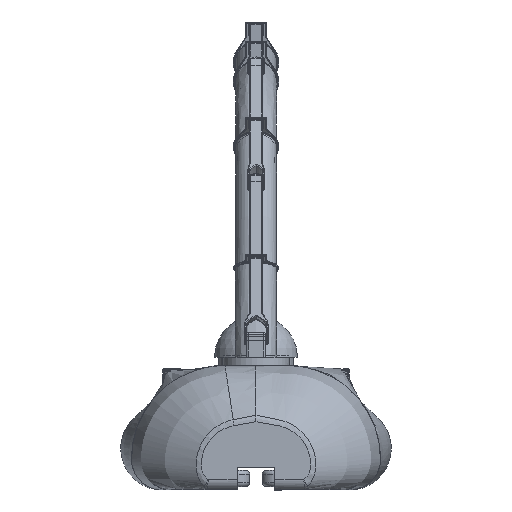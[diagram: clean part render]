
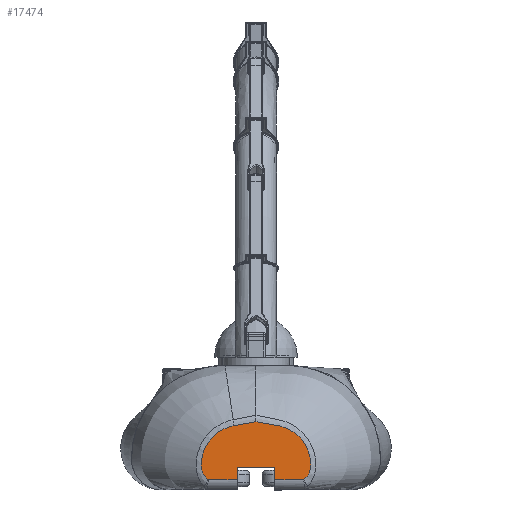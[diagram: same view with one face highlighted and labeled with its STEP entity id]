
A CAD part, front view. The second image highlights one B-rep face of the part: STEP entity #17474.
In plain terms, the highlighted planar face has unit normal (0, -1, 0).
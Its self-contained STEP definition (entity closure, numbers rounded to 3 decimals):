
#1050=LINE('',#29860,#1978);
#1051=LINE('',#29863,#1979);
#1052=LINE('',#29865,#1980);
#1053=LINE('',#29867,#1981);
#1054=LINE('',#29869,#1982);
#1978=VECTOR('',#21210,1000.);
#1979=VECTOR('',#21211,1000.);
#1980=VECTOR('',#21212,1000.);
#1981=VECTOR('',#21213,1000.);
#1982=VECTOR('',#21214,1000.);
#4575=ORIENTED_EDGE('',*,*,#8710,.T.);
#4576=ORIENTED_EDGE('',*,*,#8711,.T.);
#4577=ORIENTED_EDGE('',*,*,#8712,.T.);
#4578=ORIENTED_EDGE('',*,*,#8713,.T.);
#4579=ORIENTED_EDGE('',*,*,#8714,.T.);
#4580=ORIENTED_EDGE('',*,*,#8715,.T.);
#4581=ORIENTED_EDGE('',*,*,#8716,.T.);
#4582=ORIENTED_EDGE('',*,*,#8717,.T.);
#8710=EDGE_CURVE('',#10861,#10862,#1050,.T.);
#8711=EDGE_CURVE('',#10862,#10863,#1051,.T.);
#8712=EDGE_CURVE('',#10863,#10864,#1052,.T.);
#8713=EDGE_CURVE('',#10864,#10865,#1053,.T.);
#8714=EDGE_CURVE('',#10865,#10866,#1054,.T.);
#8715=EDGE_CURVE('',#10866,#10867,#12065,.T.);
#8716=EDGE_CURVE('',#10867,#10868,#12066,.T.);
#8717=EDGE_CURVE('',#10868,#10861,#12067,.T.);
#10861=VERTEX_POINT('',#29861);
#10862=VERTEX_POINT('',#29862);
#10863=VERTEX_POINT('',#29864);
#10864=VERTEX_POINT('',#29866);
#10865=VERTEX_POINT('',#29868);
#10866=VERTEX_POINT('',#29870);
#10867=VERTEX_POINT('',#29908);
#10868=VERTEX_POINT('',#29913);
#12065=B_SPLINE_CURVE_WITH_KNOTS('',3,(#29871,#29872,#29873,#29874,#29875,
#29876,#29877,#29878,#29879,#29880,#29881,#29882,#29883,#29884,#29885,#29886,
#29887,#29888,#29889,#29890,#29891,#29892,#29893,#29894,#29895,#29896,#29897,
#29898,#29899,#29900,#29901,#29902,#29903,#29904,#29905,#29906,#29907),
 .UNSPECIFIED.,.F.,.F.,(4,1,1,1,1,1,1,1,1,1,1,1,1,1,1,1,1,1,1,1,1,1,1,1,
1,1,1,1,1,1,1,1,1,1,4),(0.,0.004,0.007,0.011,
0.015,0.018,0.022,0.029,
0.033,0.036,0.04,0.044,
0.051,0.058,0.066,0.073,
0.08,0.087,0.095,0.102,
0.109,0.117,0.124,0.131,
0.146,0.153,0.16,0.168,
0.175,0.182,0.19,0.197,
0.204,0.219,0.233),.UNSPECIFIED.);
#12066=B_SPLINE_CURVE_WITH_KNOTS('',3,(#29909,#29910,#29911,#29912),
 .UNSPECIFIED.,.F.,.F.,(4,4),(0.,0.053),
 .UNSPECIFIED.);
#12067=B_SPLINE_CURVE_WITH_KNOTS('',3,(#29914,#29915,#29916,#29917,#29918,
#29919,#29920,#29921,#29922,#29923,#29924,#29925,#29926,#29927,#29928,#29929,
#29930,#29931,#29932,#29933,#29934,#29935,#29936),.UNSPECIFIED.,.F.,.F.,
(4,1,1,1,1,1,1,1,1,1,1,1,1,1,1,1,1,1,1,1,4),(0.,0.022,0.033,
0.044,0.055,0.065,0.087,
0.098,0.109,0.115,0.12,
0.125,0.131,0.136,0.142,
0.147,0.153,0.158,0.164,0.169,
0.175),.UNSPECIFIED.);
#12406=EDGE_LOOP('',(#4575,#4576,#4577,#4578,#4579,#4580,#4581,#4582));
#13767=FACE_BOUND('',#12406,.T.);
#15002=PLANE('',#18714);
#17474=ADVANCED_FACE('',(#13767),#15002,.T.);
#18714=AXIS2_PLACEMENT_3D('',#29859,#21208,#21209);
#21208=DIRECTION('',(0.,-1.,0.));
#21209=DIRECTION('',(0.,0.,-1.));
#21210=DIRECTION('',(1.,0.,0.));
#21211=DIRECTION('',(0.,0.,1.));
#21212=DIRECTION('',(1.,0.,0.));
#21213=DIRECTION('',(0.,0.,-1.));
#21214=DIRECTION('',(1.,0.,0.));
#29859=CARTESIAN_POINT('',(80.,-2100.,58.34));
#29860=CARTESIAN_POINT('',(80.,-2100.,25.));
#29861=CARTESIAN_POINT('',(-114.784,-2100.,25.));
#29862=CARTESIAN_POINT('',(-45.,-2100.,25.));
#29863=CARTESIAN_POINT('',(-45.,-2100.,58.34));
#29864=CARTESIAN_POINT('',(-45.,-2100.,55.));
#29865=CARTESIAN_POINT('',(80.,-2100.,55.));
#29866=CARTESIAN_POINT('',(45.,-2100.,55.));
#29867=CARTESIAN_POINT('',(45.,-2100.,58.34));
#29868=CARTESIAN_POINT('',(45.,-2100.,25.));
#29869=CARTESIAN_POINT('',(80.,-2100.,25.));
#29870=CARTESIAN_POINT('',(114.838,-2100.,25.));
#29871=CARTESIAN_POINT('',(114.838,-2100.,25.));
#29872=CARTESIAN_POINT('',(115.893,-2100.,25.603));
#29873=CARTESIAN_POINT('',(117.838,-2100.,27.01));
#29874=CARTESIAN_POINT('',(120.483,-2100.,29.481));
#29875=CARTESIAN_POINT('',(122.837,-2100.,32.22));
#29876=CARTESIAN_POINT('',(124.894,-2100.,35.143));
#29877=CARTESIAN_POINT('',(126.688,-2100.,38.249));
#29878=CARTESIAN_POINT('',(128.733,-2100.,42.63));
#29879=CARTESIAN_POINT('',(130.192,-2100.,47.165));
#29880=CARTESIAN_POINT('',(131.112,-2100.,51.888));
#29881=CARTESIAN_POINT('',(131.509,-2100.,55.472));
#29882=CARTESIAN_POINT('',(131.645,-2100.,59.037));
#29883=CARTESIAN_POINT('',(131.683,-2100.,63.793));
#29884=CARTESIAN_POINT('',(131.385,-2100.,69.723));
#29885=CARTESIAN_POINT('',(130.491,-2100.,76.853));
#29886=CARTESIAN_POINT('',(129.064,-2100.,83.87));
#29887=CARTESIAN_POINT('',(127.128,-2100.,90.722));
#29888=CARTESIAN_POINT('',(124.684,-2100.,97.418));
#29889=CARTESIAN_POINT('',(121.71,-2100.,103.977));
#29890=CARTESIAN_POINT('',(118.286,-2100.,110.222));
#29891=CARTESIAN_POINT('',(114.424,-2100.,116.169));
#29892=CARTESIAN_POINT('',(110.127,-2100.,121.812));
#29893=CARTESIAN_POINT('',(105.378,-2100.,127.166));
#29894=CARTESIAN_POINT('',(100.221,-2100.,132.161));
#29895=CARTESIAN_POINT('',(92.948,-2100.,138.217));
#29896=CARTESIAN_POINT('',(85.058,-2100.,143.432));
#29897=CARTESIAN_POINT('',(76.508,-2100.,147.795));
#29898=CARTESIAN_POINT('',(69.939,-2100.,150.552));
#29899=CARTESIAN_POINT('',(63.212,-2100.,152.804));
#29900=CARTESIAN_POINT('',(56.336,-2100.,154.576));
#29901=CARTESIAN_POINT('',(49.283,-2100.,155.779));
#29902=CARTESIAN_POINT('',(42.243,-2100.,157.022));
#29903=CARTESIAN_POINT('',(35.201,-2100.,158.265));
#29904=CARTESIAN_POINT('',(25.814,-2100.,159.931));
#29905=CARTESIAN_POINT('',(14.08,-2100.,162.018));
#29906=CARTESIAN_POINT('',(4.693,-2100.,163.683));
#29907=CARTESIAN_POINT('',(-0.002,-2100.,164.51));
#29908=CARTESIAN_POINT('',(-0.002,-2100.,164.51));
#29909=CARTESIAN_POINT('',(-0.002,-2100.,164.51));
#29910=CARTESIAN_POINT('',(-17.49,-2100.,161.434));
#29911=CARTESIAN_POINT('',(-34.978,-2100.,158.359));
#29912=CARTESIAN_POINT('',(-52.461,-2100.,155.249));
#29913=CARTESIAN_POINT('',(-52.461,-2100.,155.249));
#29914=CARTESIAN_POINT('',(-52.461,-2100.,155.249));
#29915=CARTESIAN_POINT('',(-59.712,-2100.,154.017));
#29916=CARTESIAN_POINT('',(-70.175,-2100.,150.983));
#29917=CARTESIAN_POINT('',(-83.413,-2100.,144.498));
#29918=CARTESIAN_POINT('',(-92.58,-2100.,138.598));
#29919=CARTESIAN_POINT('',(-101.003,-2100.,131.714));
#29920=CARTESIAN_POINT('',(-111.263,-2100.,121.119));
#29921=CARTESIAN_POINT('',(-119.403,-2100.,109.146));
#29922=CARTESIAN_POINT('',(-125.489,-2100.,95.715));
#29923=CARTESIAN_POINT('',(-128.261,-2100.,87.044));
#29924=CARTESIAN_POINT('',(-129.884,-2100.,79.93));
#29925=CARTESIAN_POINT('',(-130.797,-2100.,74.49));
#29926=CARTESIAN_POINT('',(-131.392,-2100.,69.028));
#29927=CARTESIAN_POINT('',(-131.67,-2100.,63.563));
#29928=CARTESIAN_POINT('',(-131.637,-2100.,58.095));
#29929=CARTESIAN_POINT('',(-131.273,-2100.,52.605));
#29930=CARTESIAN_POINT('',(-130.171,-2100.,47.159));
#29931=CARTESIAN_POINT('',(-128.448,-2100.,41.954));
#29932=CARTESIAN_POINT('',(-126.028,-2100.,36.932));
#29933=CARTESIAN_POINT('',(-123.017,-2100.,32.359));
#29934=CARTESIAN_POINT('',(-119.292,-2100.,28.211));
#29935=CARTESIAN_POINT('',(-116.406,-2100.,25.92));
#29936=CARTESIAN_POINT('',(-114.784,-2100.,25.));
